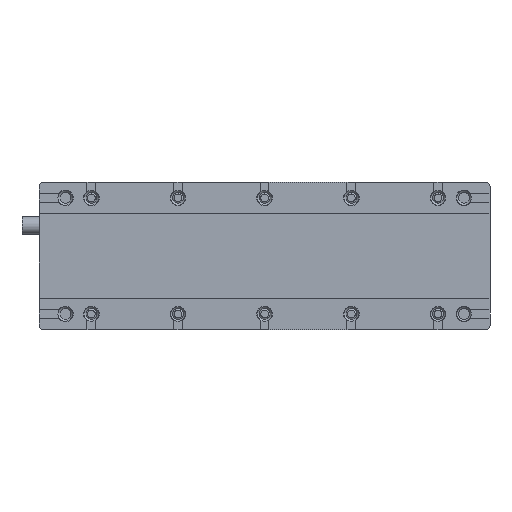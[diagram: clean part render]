
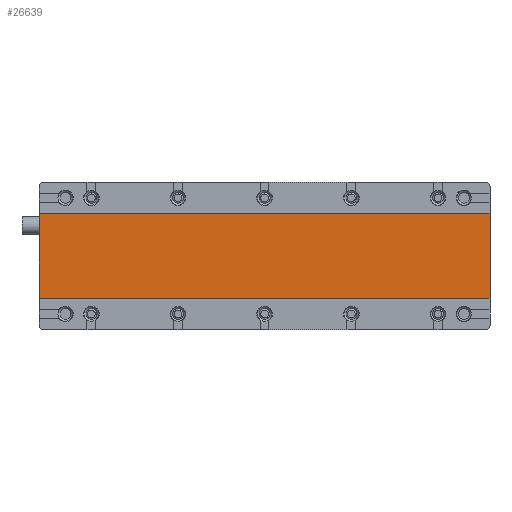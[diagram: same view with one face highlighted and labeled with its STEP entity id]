
A CAD part, top view. The second image highlights one B-rep face of the part: STEP entity #26639.
In plain terms, the highlighted planar face has unit normal (0, 0, 1).
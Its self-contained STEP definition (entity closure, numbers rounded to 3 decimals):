
#99 = VECTOR ( 'NONE', #30994, 1000. ) ;
#400 = LINE ( 'NONE', #28473, #42719 ) ;
#970 = VECTOR ( 'NONE', #16986, 1000. ) ;
#1372 = ORIENTED_EDGE ( 'NONE', *, *, #23102, .T. ) ;
#3409 = CARTESIAN_POINT ( 'NONE',  ( -23.8, 4.9, 5.4 ) ) ;
#9374 = CARTESIAN_POINT ( 'NONE',  ( 0., 0., 5.4 ) ) ;
#11351 = EDGE_CURVE ( 'NONE', #18179, #29070, #12442, .T. ) ;
#12442 = LINE ( 'NONE', #16755, #970 ) ;
#12800 = PLANE ( 'NONE',  #33871 ) ;
#16154 = CARTESIAN_POINT ( 'NONE',  ( 28.2, 4.9, 5.4 ) ) ;
#16755 = CARTESIAN_POINT ( 'NONE',  ( -11., 4.9, 5.4 ) ) ;
#16986 = DIRECTION ( 'NONE',  ( -1., 0., 0. ) ) ;
#17208 = VERTEX_POINT ( 'NONE', #20889 ) ;
#17633 = DIRECTION ( 'NONE',  ( 1., 0., 0. ) ) ;
#18179 = VERTEX_POINT ( 'NONE', #16154 ) ;
#20889 = CARTESIAN_POINT ( 'NONE',  ( -23.8, -4.9, 5.4 ) ) ;
#22805 = CARTESIAN_POINT ( 'NONE',  ( 28.2, -4.9, 5.4 ) ) ;
#23102 = EDGE_CURVE ( 'NONE', #17208, #31008, #37720, .T. ) ;
#23217 = LINE ( 'NONE', #44632, #99 ) ;
#23954 = ORIENTED_EDGE ( 'NONE', *, *, #11351, .T. ) ;
#26534 = EDGE_CURVE ( 'NONE', #31008, #18179, #23217, .T. ) ;
#26639 = ADVANCED_FACE ( 'NONE', ( #30302 ), #12800, .T. ) ;
#28473 = CARTESIAN_POINT ( 'NONE',  ( -23.8, 4.9, 5.4 ) ) ;
#29070 = VERTEX_POINT ( 'NONE', #3409 ) ;
#30302 = FACE_OUTER_BOUND ( 'NONE', #31632, .T. ) ;
#30994 = DIRECTION ( 'NONE',  ( 0., 1., 0. ) ) ;
#31008 = VERTEX_POINT ( 'NONE', #22805 ) ;
#31358 = CARTESIAN_POINT ( 'NONE',  ( -11., -4.9, 5.4 ) ) ;
#31632 = EDGE_LOOP ( 'NONE', ( #38676, #1372, #32160, #23954 ) ) ;
#32160 = ORIENTED_EDGE ( 'NONE', *, *, #26534, .T. ) ;
#33871 = AXIS2_PLACEMENT_3D ( 'NONE', #9374, #44407, #17633 ) ;
#37720 = LINE ( 'NONE', #31358, #43915 ) ;
#38676 = ORIENTED_EDGE ( 'NONE', *, *, #42927, .T. ) ;
#42042 = DIRECTION ( 'NONE',  ( 1., 0., 0. ) ) ;
#42374 = DIRECTION ( 'NONE',  ( 0., -1., 0. ) ) ;
#42719 = VECTOR ( 'NONE', #42374, 1000. ) ;
#42927 = EDGE_CURVE ( 'NONE', #29070, #17208, #400, .T. ) ;
#43915 = VECTOR ( 'NONE', #42042, 1000. ) ;
#44407 = DIRECTION ( 'NONE',  ( 0., 0., 1. ) ) ;
#44632 = CARTESIAN_POINT ( 'NONE',  ( 28.2, 8.5, 5.4 ) ) ;
